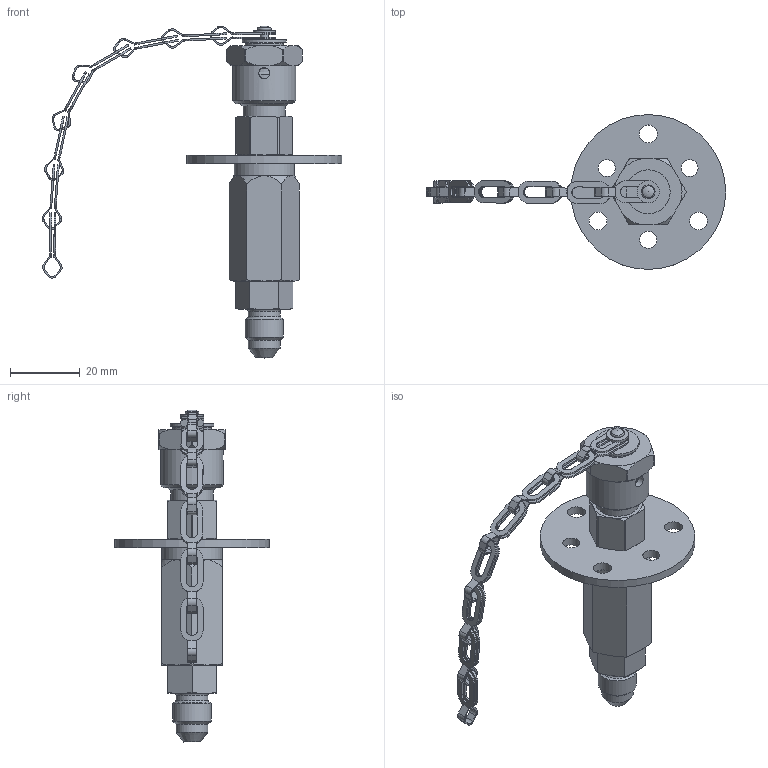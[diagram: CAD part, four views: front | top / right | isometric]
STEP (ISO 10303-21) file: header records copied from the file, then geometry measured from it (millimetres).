
FILE_DESCRIPTION(('STEP AP214'),'1');
FILE_NAME('00BLT-1024-03 (Assembly, Bulkhead Refill, Scott 916-18 Inlet Version Matrix).stp','2024-03-28T20:53:55',(' '),(' '),'Spatial InterOp 3D',' ',' ');
FILE_SCHEMA(('AUTOMOTIVE_DESIGN { 1 0 10303 214 1 1 1 1 }'));
Length unit declared in the file: inch
Products named in the file (20): 00BLT-1024-xx$G2 (Assembly, Bulkhead Refill, Scott 9/16-18 Inlet Version Matrix); 0CV04-0304-00[=B] (Bulkhead, Check-Valve Body, Poppet Style, 2x SAE-4M) [00]; Poppet & O-ring [GROUP] [Updated for 3003 EPDM O-ring]; 09001-3003-70 (O-ring, EPDM, 2-003, E70); 0CV02-0201-00[=A] (Poppet, 0.25 Dia.) [PLM CV02-201-000]; 09007-0001-00 (Retaining Ring, 1/4" Internal, SS) [Rotor Clip HO-25SS MPS B100]; 0CV04-0203-00$-0 (Check-Valve Body, Poppet Style, Scott 9/16-18 x SAE-4M, SS); #696; #704; 0CP02-0103-01$-2 (Cap & Chain Assembly, Scott 9/16-18); #723; 09030-0102-32 (Shim, Flat-washer type, Ø.094id x Ø.250od x .032h, Brass); 09300-0001-00 (2/0 Brass Safety Chain) [Exploded path]; Link; 09030-0104-30 (Shim, Flat-washer type, Ø.092id x Ø.496od x .030h, Brass); CP02-201-001$A [0TA01-0201-01] (Vented Nut, Scott 9/16-18 AS1219, Top-Hex); CP02-207[=-] [0CP02-0207-00] (Protector Nipple for Scott 9/16-18 Vented Nut); 09001-3008-75 (O-ring, EPDM, 2-008, E75); 00HDW-1381-01 (SAE-4M x JIC-4 37° Flare Adapter, SS) [Parker 4 F5OX-SS] [dl] [01]
Assembly tree (26 placements, depth 4):
  00BLT-1024-xx$G2 (Assembly, Bulkhead Refill, Scott 9/16-18 Inlet Version Matrix)
    0CV04-0304-00[=B] (Bulkhead, Check-Valve Body, Poppet Style, 2x SAE-4M) [00]
    Poppet & O-ring [GROUP] [Updated for 3003 EPDM O-ring]
      09001-3003-70 (O-ring, EPDM, 2-003, E70)
      0CV02-0201-00[=A] (Poppet, 0.25 Dia.) [PLM CV02-201-000]
    09007-0001-00 (Retaining Ring, 1/4" Internal, SS) [Rotor Clip HO-25SS MPS B100]
    (unnamed)
    0CV04-0203-00$-0 (Check-Valve Body, Poppet Style, Scott 9/16-18 x SAE-4M, SS)
    #696
    #704
    0CP02-0103-01$-2 (Cap & Chain Assembly, Scott 9/16-18)
      #723
      09030-0102-32 (Shim, Flat-washer type, Ø.094id x Ø.250od x .032h, Brass)
      09300-0001-00 (2/0 Brass Safety Chain) [Exploded path]
        Link  x8
      09030-0104-30 (Shim, Flat-washer type, Ø.092id x Ø.496od x .030h, Brass)
      CP02-201-001$A [0TA01-0201-01] (Vented Nut, Scott 9/16-18 AS1219, Top-Hex)
      CP02-207[=-] [0CP02-0207-00] (Protector Nipple for Scott 9/16-18 Vented Nut)
      09001-3008-75 (O-ring, EPDM, 2-008, E75)
    00HDW-1381-01 (SAE-4M x JIC-4 37° Flare Adapter, SS) [Parker 4 F5OX-SS] [dl] [01]
Bounding box: 85.94 x 44.45 x 95.34 mm (x, y, z)
Volume: 20362 mm3; surface area: 17282.1 mm2
Topology: 23 solids, 24 shells, 593 faces, 1493 edges, 973 vertices
Faces by surface type: plane 280, cylinder 204, cone 81, torus 17, revolution 10, sphere 1
Full cylindrical faces by diameter (mm): 0.762 x2, 0.889 x4, 1.016 x2, 1.575 x1, 1.626 x1, 2.184 x2, 2.337 x1, 2.388 x1, 3.175 x1, 3.454 x1, 3.962 x1, 4.166 x3, 4.369 x1, 4.75 x1, 4.851 x3, 5.156 x3, 5.715 x1, 6.35 x5, 6.807 x2, 8.001 x1, 9.15 x2, 9.246 x2, 9.922 x2, 10.973 x1, 10.977 x2, 11.112 x3, 11.125 x1, 12.192 x2, 12.598 x1, 12.7 x1
Entity records: 11866 total; most frequent: CARTESIAN_POINT 2389, DIRECTION 1389, ORIENTED_EDGE 1128, AXIS2_PLACEMENT_3D 608, EDGE_CURVE 564, EDGE_LOOP 489, VERTEX_POINT 418, FACE_OUTER_BOUND 386
